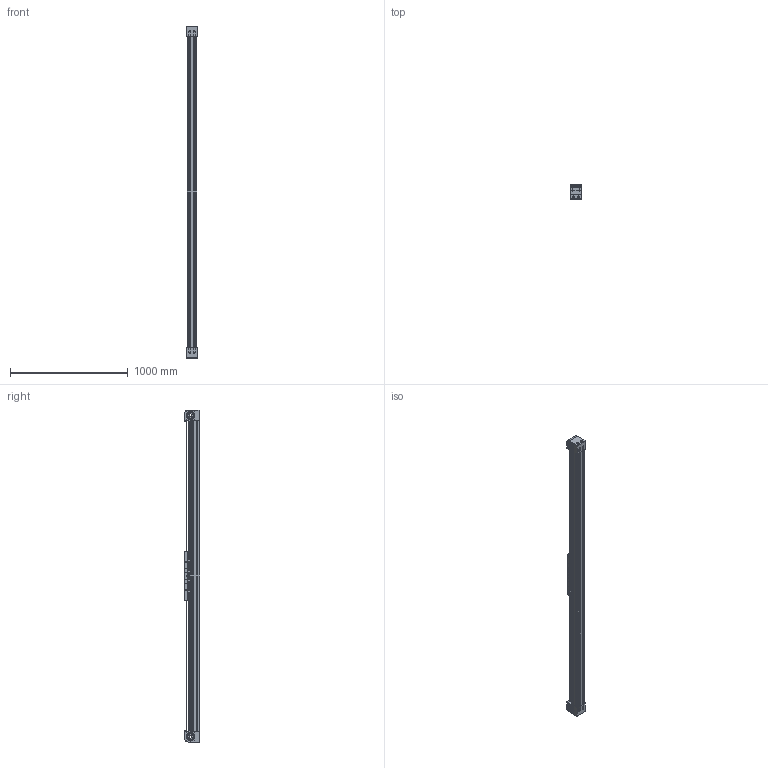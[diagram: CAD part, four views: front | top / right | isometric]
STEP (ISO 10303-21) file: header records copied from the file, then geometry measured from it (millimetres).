
FILE_DESCRIPTION (( 'STEP AP214' ), '1' );
FILE_NAME ('BLM80-2200.STEP', '2023-03-14T07:52:38', ( '' ), ( '' ), 'SwSTEP 2.0', 'SolidWorks 2023', '' );
FILE_SCHEMA (( 'AUTOMOTIVE_DESIGN' ));
Length unit declared in the file: millimetre
Products named in the file (1): BLM80-2200
Bounding box: 100 x 130 x 2824 mm (x, y, z)
Volume: 18150270.8 mm3; surface area: 2702380.8 mm2
Topology: 49 solids, 57 shells, 5555 faces, 15681 edges, 10309 vertices
Faces by surface type: plane 3115, cylinder 2112, torus 152, sphere 100, cone 52, bspline 24
Entity records: 246114 total; most frequent: CARTESIAN_POINT 37902, DIRECTION 30994, ORIENTED_EDGE 30754, EDGE_CURVE 15377, AXIS2_PLACEMENT_3D 10371, VECTOR 10252, LINE 10252, VERTEX_POINT 10117
